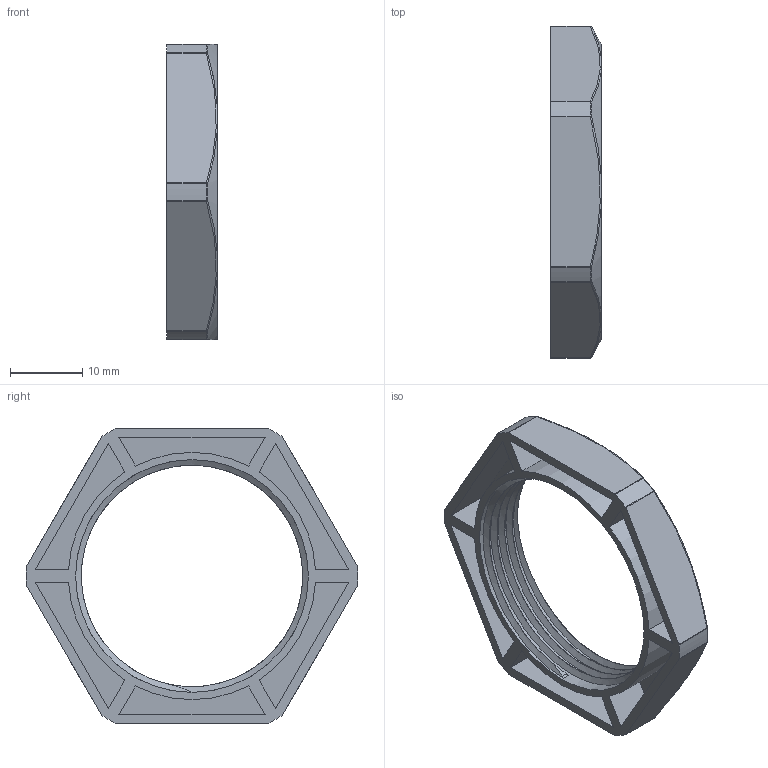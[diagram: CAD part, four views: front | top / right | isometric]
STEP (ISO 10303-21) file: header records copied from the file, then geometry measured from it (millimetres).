
FILE_DESCRIPTION(/* description */ ('Gegenmutter M 32x1,5'),/* implementation_level */ '2;1');
FILE_NAME(/* name */ '11006532-RST.stp',/* time_stamp */ '2020-04-23T15:36:56+02:00',/* author */ ('sl'),/* organization */ (''),/* preprocessor_version */ 'ST-DEVELOPER v16.5',/* originating_system */ 'Autodesk Inventor 2017',/* authorisation */ '');
FILE_SCHEMA (('AUTOMOTIVE_DESIGN { 1 0 10303 214 3 1 1 }'));
Length unit declared in the file: millimetre
Products named in the file (1): 11006532
Bounding box: 6.99 x 45.99 x 41 mm (x, y, z)
Volume: 2734.7 mm3; surface area: 4832.4 mm2
Topology: 1 solids, 1 shells, 96 faces, 228 edges, 140 vertices
Faces by surface type: plane 33, cylinder 31, sphere 12, bspline 8, torus 6, cone 6
Full cylindrical faces by diameter (mm): 32.242 x4
Entity records: 3763 total; most frequent: CARTESIAN_POINT 1648, DIRECTION 441, ORIENTED_EDGE 428, EDGE_CURVE 214, AXIS2_PLACEMENT_3D 174, VERTEX_POINT 131, EDGE_LOOP 101, LINE 93
